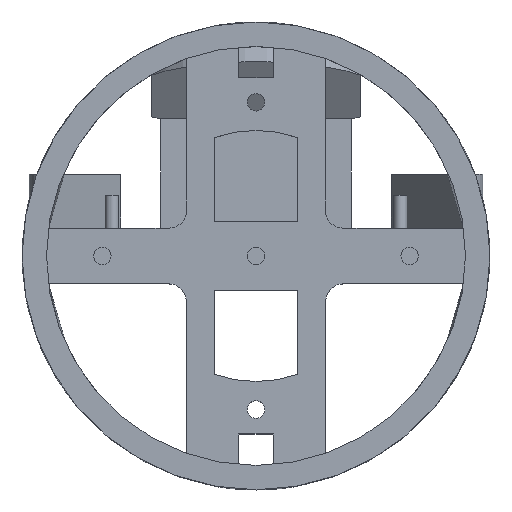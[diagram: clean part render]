
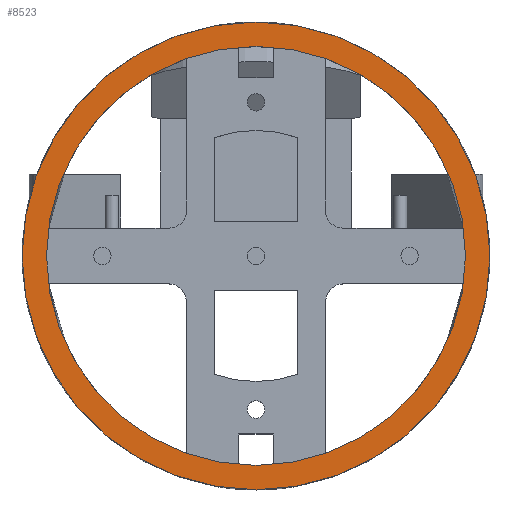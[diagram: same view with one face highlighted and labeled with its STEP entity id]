
A CAD part, top view. The second image highlights one B-rep face of the part: STEP entity #8523.
In plain terms, the highlighted planar face has unit normal (0, 0, 1).
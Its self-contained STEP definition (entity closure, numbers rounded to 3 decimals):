
#141=CIRCLE('',#8732,30.);
#251=CIRCLE('',#8957,33.5);
#369=FACE_BOUND('',#1489,.T.);
#592=PLANE('',#9050);
#1003=FACE_OUTER_BOUND('',#1488,.T.);
#1488=EDGE_LOOP('',(#7760));
#1489=EDGE_LOOP('',(#7761));
#3795=VERTEX_POINT('',#14071);
#4078=VERTEX_POINT('',#15367);
#4831=EDGE_CURVE('',#3795,#3795,#141,.T.);
#5240=EDGE_CURVE('',#4078,#4078,#251,.T.);
#7760=ORIENTED_EDGE('',*,*,#5240,.T.);
#7761=ORIENTED_EDGE('',*,*,#4831,.T.);
#8523=ADVANCED_FACE('',(#1003,#369),#592,.T.);
#8732=AXIS2_PLACEMENT_3D('',#14073,#9768,#9769);
#8957=AXIS2_PLACEMENT_3D('',#15369,#10450,#10451);
#9050=AXIS2_PLACEMENT_3D('',#15777,#10729,#10730);
#9768=DIRECTION('center_axis',(0.,0.,-1.));
#9769=DIRECTION('ref_axis',(1.,0.,0.));
#10450=DIRECTION('center_axis',(0.,0.,1.));
#10451=DIRECTION('ref_axis',(1.,0.,0.));
#10729=DIRECTION('center_axis',(0.,0.,1.));
#10730=DIRECTION('ref_axis',(1.,0.,0.));
#14071=CARTESIAN_POINT('',(-30.,21.826,13.));
#14073=CARTESIAN_POINT('Origin',(0.,21.826,13.));
#15367=CARTESIAN_POINT('',(-33.5,21.826,13.));
#15369=CARTESIAN_POINT('Origin',(0.,21.826,13.));
#15777=CARTESIAN_POINT('Origin',(0.,21.826,13.));
